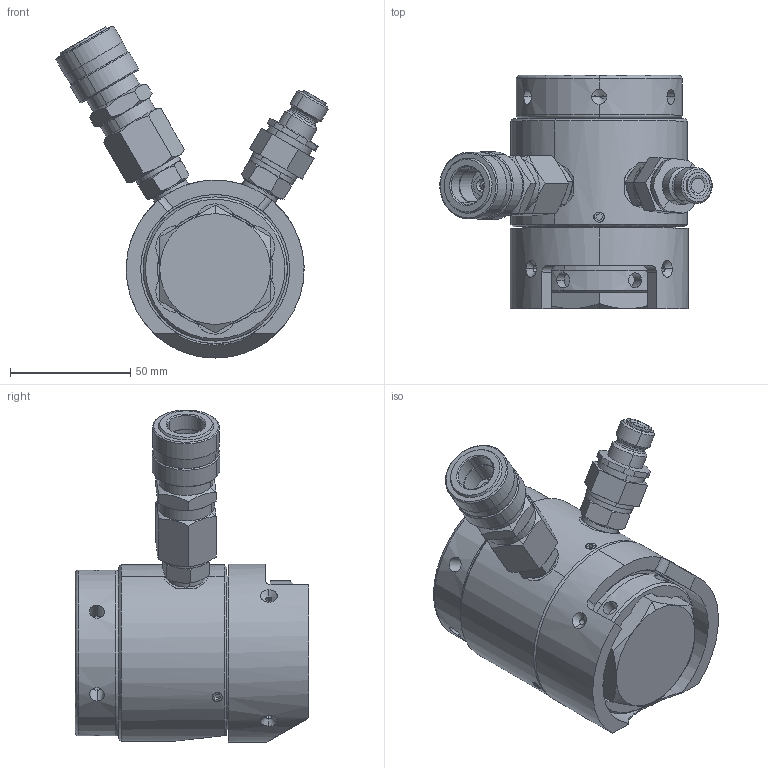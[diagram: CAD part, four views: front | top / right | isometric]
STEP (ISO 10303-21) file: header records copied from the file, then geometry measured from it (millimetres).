
FILE_DESCRIPTION((''),'2;1');
FILE_NAME('ASM0006_SW0001','2021-07-07T23:24:28',('INEdipo'),(''),'CREO PARAMETRIC BY PTC INC, 2020281','CREO PARAMETRIC BY PTC INC, 2020281','');
FILE_SCHEMA(('CONFIG_CONTROL_DESIGN'));
Length unit declared in the file: inch
Products named in the file (1): ASM0006_SW0001
Bounding box: 113.25 x 97 x 138.06 mm (x, y, z)
Volume: 401233.5 mm3; surface area: 69716.1 mm2
Topology: 1 solids, 3 shells, 413 faces, 1032 edges, 638 vertices
Faces by surface type: cylinder 143, cone 129, plane 129, torus 10, sphere 2
Entity records: 17423 total; most frequent: CARTESIAN_POINT 7625, ORIENTED_EDGE 2036, DIRECTION 2033, EDGE_CURVE 1018, AXIS2_PLACEMENT_3D 824, VERTEX_POINT 638, EDGE_LOOP 484, FACE_OUTER_BOUND 413
